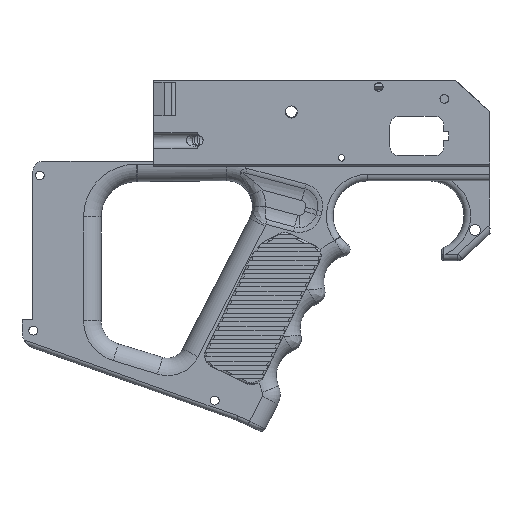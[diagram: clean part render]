
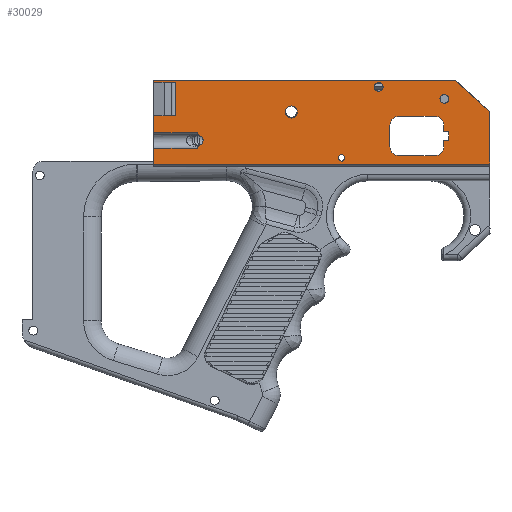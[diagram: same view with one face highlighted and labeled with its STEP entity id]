
A CAD part, left-side view. The second image highlights one B-rep face of the part: STEP entity #30029.
In plain terms, the highlighted planar face has unit normal (-1, 0, 0).
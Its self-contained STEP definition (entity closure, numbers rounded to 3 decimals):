
#1200=CARTESIAN_POINT('',(-19.6,554.756,-50.248));
#1201=VERTEX_POINT('',#1200);
#1208=CARTESIAN_POINT('',(-19.6,554.74,-45.76));
#1209=VERTEX_POINT('',#1208);
#1210=CARTESIAN_POINT('',(-19.6,555.85,-48.));
#1211=DIRECTION('',(-1.,0.,0.));
#1212=DIRECTION('',(0.,0.,1.));
#1213=AXIS2_PLACEMENT_3D('',#1210,#1211,#1212);
#1214=CIRCLE('',#1213,2.5);
#1215=EDGE_CURVE('',#1201,#1209,#1214,.T.);
#1451=CARTESIAN_POINT('',(-19.6,422.113,-34.796));
#1452=VERTEX_POINT('',#1451);
#1459=CARTESIAN_POINT('',(-19.6,422.113,-58.784));
#1460=VERTEX_POINT('',#1459);
#1461=CARTESIAN_POINT('',(-19.6,422.113,-34.796));
#1462=DIRECTION('',(-0.,-0.,-1.));
#1463=VECTOR('',#1462,23.988);
#1464=LINE('',#1461,#1463);
#1465=EDGE_CURVE('',#1452,#1460,#1464,.T.);
#1747=CARTESIAN_POINT('',(-19.6,463.9,-55.));
#1748=VERTEX_POINT('',#1747);
#1755=CARTESIAN_POINT('',(-19.6,447.2,-55.));
#1756=VERTEX_POINT('',#1755);
#1757=CARTESIAN_POINT('',(-19.6,463.9,-55.));
#1758=DIRECTION('',(-0.,-1.,-0.));
#1759=VECTOR('',#1758,16.7);
#1760=LINE('',#1757,#1759);
#1761=EDGE_CURVE('',#1748,#1756,#1760,.T.);
#2198=CARTESIAN_POINT('',(-19.6,575.915,-58.784));
#2199=VERTEX_POINT('',#2198);
#2206=CARTESIAN_POINT('',(-19.6,575.915,-51.47));
#2207=VERTEX_POINT('',#2206);
#2208=CARTESIAN_POINT('',(-19.6,575.915,-58.784));
#2209=DIRECTION('',(0.,0.,1.));
#2210=VECTOR('',#2209,7.313);
#2211=LINE('',#2208,#2210);
#2212=EDGE_CURVE('',#2199,#2207,#2211,.T.);
#2231=CARTESIAN_POINT('',(-19.6,575.915,-44.47));
#2232=VERTEX_POINT('',#2231);
#2239=CARTESIAN_POINT('',(-19.6,575.915,-20.698));
#2240=VERTEX_POINT('',#2239);
#2241=CARTESIAN_POINT('',(-19.6,575.915,-20.698));
#2242=DIRECTION('',(0.,0.,-1.));
#2243=VECTOR('',#2242,23.772);
#2244=LINE('',#2241,#2243);
#2245=EDGE_CURVE('',#2240,#2232,#2244,.T.);
#2834=CARTESIAN_POINT('',(-19.6,443.2,-51.));
#2835=VERTEX_POINT('',#2834);
#2842=CARTESIAN_POINT('',(-19.6,443.2,-48.));
#2843=VERTEX_POINT('',#2842);
#2844=CARTESIAN_POINT('',(-19.6,443.2,-48.));
#2845=DIRECTION('',(0.,0.,-1.));
#2846=VECTOR('',#2845,3.);
#2847=LINE('',#2844,#2846);
#2848=EDGE_CURVE('',#2843,#2835,#2847,.T.);
#4185=CARTESIAN_POINT('',(-19.6,437.809,-20.698));
#4186=VERTEX_POINT('',#4185);
#4187=CARTESIAN_POINT('',(-19.6,575.915,-20.698));
#4188=DIRECTION('',(-0.,-1.,-0.));
#4189=VECTOR('',#4188,138.107);
#4190=LINE('',#4187,#4189);
#4191=EDGE_CURVE('',#2240,#4186,#4190,.T.);
#4295=CARTESIAN_POINT('',(-19.6,437.809,-20.698));
#4296=DIRECTION('',(-0.,-0.744,-0.668));
#4297=VECTOR('',#4296,21.098);
#4298=LINE('',#4295,#4297);
#4299=EDGE_CURVE('',#4186,#1452,#4298,.T.);
#18361=CARTESIAN_POINT('',(-19.6,443.2,-44.));
#18362=VERTEX_POINT('',#18361);
#18371=CARTESIAN_POINT('',(-19.6,443.2,-41.));
#18372=VERTEX_POINT('',#18371);
#18373=CARTESIAN_POINT('',(-19.6,443.2,-41.));
#18374=DIRECTION('',(0.,0.,-1.));
#18375=VECTOR('',#18374,3.);
#18376=LINE('',#18373,#18375);
#18377=EDGE_CURVE('',#18372,#18362,#18376,.T.);
#18437=CARTESIAN_POINT('',(-19.6,467.9,-41.));
#18438=VERTEX_POINT('',#18437);
#18445=CARTESIAN_POINT('',(-19.6,467.9,-51.));
#18446=VERTEX_POINT('',#18445);
#18447=CARTESIAN_POINT('',(-19.6,467.9,-41.));
#18448=DIRECTION('',(-0.,-0.,-1.));
#18449=VECTOR('',#18448,10.);
#18450=LINE('',#18447,#18449);
#18451=EDGE_CURVE('',#18438,#18446,#18450,.T.);
#18477=CARTESIAN_POINT('',(-19.6,447.2,-37.));
#18478=VERTEX_POINT('',#18477);
#18485=CARTESIAN_POINT('',(-19.6,463.9,-37.));
#18486=VERTEX_POINT('',#18485);
#18487=CARTESIAN_POINT('',(-19.6,447.2,-37.));
#18488=DIRECTION('',(0.,1.,0.));
#18489=VECTOR('',#18488,16.7);
#18490=LINE('',#18487,#18489);
#18491=EDGE_CURVE('',#18478,#18486,#18490,.T.);
#19027=CARTESIAN_POINT('',(-19.6,440.9,-48.));
#19028=VERTEX_POINT('',#19027);
#19035=CARTESIAN_POINT('',(-19.6,440.9,-44.));
#19036=VERTEX_POINT('',#19035);
#19037=CARTESIAN_POINT('',(-19.6,440.9,-44.));
#19038=DIRECTION('',(0.,0.,-1.));
#19039=VECTOR('',#19038,4.);
#19040=LINE('',#19037,#19039);
#19041=EDGE_CURVE('',#19036,#19028,#19040,.T.);
#19059=CARTESIAN_POINT('',(-19.6,443.2,-44.));
#19060=DIRECTION('',(-0.,-1.,-0.));
#19061=VECTOR('',#19060,2.3);
#19062=LINE('',#19059,#19061);
#19063=EDGE_CURVE('',#18362,#19036,#19062,.T.);
#19076=CARTESIAN_POINT('',(-19.6,440.9,-48.));
#19077=DIRECTION('',(0.,1.,0.));
#19078=VECTOR('',#19077,2.3);
#19079=LINE('',#19076,#19078);
#19080=EDGE_CURVE('',#19028,#2843,#19079,.T.);
#19176=CARTESIAN_POINT('',(-19.6,447.2,-51.));
#19177=DIRECTION('',(1.,0.,0.));
#19178=DIRECTION('',(0.,0.,-1.));
#19179=AXIS2_PLACEMENT_3D('',#19176,#19177,#19178);
#19180=CIRCLE('',#19179,4.);
#19181=EDGE_CURVE('',#2835,#1756,#19180,.T.);
#19194=CARTESIAN_POINT('',(-19.6,447.2,-41.));
#19195=DIRECTION('',(1.,0.,0.));
#19196=DIRECTION('',(0.,0.,-1.));
#19197=AXIS2_PLACEMENT_3D('',#19194,#19195,#19196);
#19198=CIRCLE('',#19197,4.);
#19199=EDGE_CURVE('',#18478,#18372,#19198,.T.);
#19230=CARTESIAN_POINT('',(-19.6,463.9,-41.));
#19231=DIRECTION('',(1.,-0.,-0.));
#19232=DIRECTION('',(0.,0.,1.));
#19233=AXIS2_PLACEMENT_3D('',#19230,#19231,#19232);
#19234=CIRCLE('',#19233,4.);
#19235=EDGE_CURVE('',#18438,#18486,#19234,.T.);
#19254=CARTESIAN_POINT('',(-19.6,463.9,-51.));
#19255=DIRECTION('',(1.,-0.,-0.));
#19256=DIRECTION('',(0.,0.,1.));
#19257=AXIS2_PLACEMENT_3D('',#19254,#19255,#19256);
#19258=CIRCLE('',#19257,4.);
#19259=EDGE_CURVE('',#1748,#18446,#19258,.T.);
#23585=CARTESIAN_POINT('',(-19.6,490.,-57.45));
#23586=VERTEX_POINT('',#23585);
#23601=CARTESIAN_POINT('',(-19.6,490.,-56.));
#23602=DIRECTION('',(-1.,-0.,-0.));
#23603=DIRECTION('',(0.,0.,-1.));
#23604=AXIS2_PLACEMENT_3D('',#23601,#23602,#23603);
#23605=CIRCLE('',#23604,1.45);
#23606=EDGE_CURVE('',#23586,#23586,#23605,.T.);
#29813=CARTESIAN_POINT('',(-19.6,555.915,-51.47));
#29814=VERTEX_POINT('',#29813);
#29815=CARTESIAN_POINT('',(-19.6,555.915,-51.47));
#29816=DIRECTION('',(0.,1.,0.));
#29817=VECTOR('',#29816,20.);
#29818=LINE('',#29815,#29817);
#29819=EDGE_CURVE('',#29814,#2207,#29818,.T.);
#29868=CARTESIAN_POINT('',(-19.6,555.915,-44.47));
#29869=VERTEX_POINT('',#29868);
#29876=CARTESIAN_POINT('',(-19.6,555.915,-44.47));
#29877=DIRECTION('',(0.,1.,0.));
#29878=VECTOR('',#29877,20.);
#29879=LINE('',#29876,#29878);
#29880=EDGE_CURVE('',#29869,#2232,#29879,.T.);
#29893=CARTESIAN_POINT('',(-19.6,553.675,-43.609));
#29894=DIRECTION('',(-1.,-0.,-0.));
#29895=DIRECTION('',(0.,0.,-1.));
#29896=AXIS2_PLACEMENT_3D('',#29893,#29894,#29895);
#29897=CIRCLE('',#29896,2.4);
#29898=EDGE_CURVE('',#29869,#1209,#29897,.T.);
#29911=CARTESIAN_POINT('',(-19.6,553.705,-52.406));
#29912=DIRECTION('',(-1.,-0.,-0.));
#29913=DIRECTION('',(0.,0.,-1.));
#29914=AXIS2_PLACEMENT_3D('',#29911,#29912,#29913);
#29915=CIRCLE('',#29914,2.4);
#29916=EDGE_CURVE('',#1201,#29814,#29915,.T.);
#29922=CARTESIAN_POINT('',(-19.6,0.,0.));
#29923=DIRECTION('',(-1.,0.,0.));
#29924=DIRECTION('',(0.,1.,0.));
#29925=AXIS2_PLACEMENT_3D('',#29922,#29923,#29924);
#29926=PLANE('',#29925);
#29927=CARTESIAN_POINT('',(-19.6,513.,-32.22));
#29928=VERTEX_POINT('',#29927);
#29929=CARTESIAN_POINT('',(-19.6,513.,-35.));
#29930=DIRECTION('',(-1.,0.,0.));
#29931=DIRECTION('',(0.,0.,1.));
#29932=AXIS2_PLACEMENT_3D('',#29929,#29930,#29931);
#29933=CIRCLE('',#29932,2.78);
#29934=EDGE_CURVE('',#29928,#29928,#29933,.T.);
#29935=ORIENTED_EDGE('',*,*,#29934,.F.);
#29936=EDGE_LOOP('',(#29935));
#29937=FACE_BOUND('',#29936,.T.);
#29938=CARTESIAN_POINT('',(-19.6,565.735,-21.3));
#29939=VERTEX_POINT('',#29938);
#29940=CARTESIAN_POINT('',(-19.6,572.735,-21.3));
#29941=VERTEX_POINT('',#29940);
#29942=CARTESIAN_POINT('',(-19.6,565.735,-21.3));
#29943=DIRECTION('',(-0.,1.,-0.));
#29944=VECTOR('',#29943,7.);
#29945=LINE('',#29942,#29944);
#29946=EDGE_CURVE('',#29939,#29941,#29945,.T.);
#29947=ORIENTED_EDGE('',*,*,#29946,.F.);
#29948=CARTESIAN_POINT('',(-19.6,565.735,-36.7));
#29949=VERTEX_POINT('',#29948);
#29950=CARTESIAN_POINT('',(-19.6,565.735,-21.3));
#29951=DIRECTION('',(0.,0.,-1.));
#29952=VECTOR('',#29951,15.4);
#29953=LINE('',#29950,#29952);
#29954=EDGE_CURVE('',#29939,#29949,#29953,.T.);
#29955=ORIENTED_EDGE('',*,*,#29954,.T.);
#29956=CARTESIAN_POINT('',(-19.6,572.735,-36.7));
#29957=VERTEX_POINT('',#29956);
#29958=CARTESIAN_POINT('',(-19.6,572.735,-36.7));
#29959=DIRECTION('',(-0.,-1.,-0.));
#29960=VECTOR('',#29959,7.);
#29961=LINE('',#29958,#29960);
#29962=EDGE_CURVE('',#29957,#29949,#29961,.T.);
#29963=ORIENTED_EDGE('',*,*,#29962,.F.);
#29964=CARTESIAN_POINT('',(-19.6,572.735,-36.7));
#29965=DIRECTION('',(-0.,-0.,1.));
#29966=VECTOR('',#29965,15.4);
#29967=LINE('',#29964,#29966);
#29968=EDGE_CURVE('',#29957,#29941,#29967,.T.);
#29969=ORIENTED_EDGE('',*,*,#29968,.T.);
#29970=EDGE_LOOP('',(#29947,#29955,#29963,#29969));
#29971=FACE_BOUND('',#29970,.T.);
#29972=CARTESIAN_POINT('',(-19.6,473.,-21.5));
#29973=VERTEX_POINT('',#29972);
#29974=CARTESIAN_POINT('',(-19.6,473.,-23.5));
#29975=DIRECTION('',(-1.,0.,0.));
#29976=DIRECTION('',(0.,0.,1.));
#29977=AXIS2_PLACEMENT_3D('',#29974,#29975,#29976);
#29978=CIRCLE('',#29977,2.);
#29979=EDGE_CURVE('',#29973,#29973,#29978,.T.);
#29980=ORIENTED_EDGE('',*,*,#29979,.F.);
#29981=EDGE_LOOP('',(#29980));
#29982=FACE_BOUND('',#29981,.T.);
#29983=CARTESIAN_POINT('',(-19.6,443.,-27.));
#29984=VERTEX_POINT('',#29983);
#29985=CARTESIAN_POINT('',(-19.6,443.,-29.));
#29986=DIRECTION('',(-1.,0.,0.));
#29987=DIRECTION('',(0.,0.,1.));
#29988=AXIS2_PLACEMENT_3D('',#29985,#29986,#29987);
#29989=CIRCLE('',#29988,2.);
#29990=EDGE_CURVE('',#29984,#29984,#29989,.T.);
#29991=ORIENTED_EDGE('',*,*,#29990,.F.);
#29992=EDGE_LOOP('',(#29991));
#29993=FACE_BOUND('',#29992,.T.);
#29994=ORIENTED_EDGE('',*,*,#2212,.F.);
#29995=CARTESIAN_POINT('',(-19.6,575.915,-58.784));
#29996=DIRECTION('',(-0.,-1.,-0.));
#29997=VECTOR('',#29996,153.803);
#29998=LINE('',#29995,#29997);
#29999=EDGE_CURVE('',#2199,#1460,#29998,.T.);
#30000=ORIENTED_EDGE('',*,*,#29999,.T.);
#30001=ORIENTED_EDGE('',*,*,#1465,.F.);
#30002=ORIENTED_EDGE('',*,*,#4299,.F.);
#30003=ORIENTED_EDGE('',*,*,#4191,.F.);
#30004=ORIENTED_EDGE('',*,*,#2245,.T.);
#30005=ORIENTED_EDGE('',*,*,#29880,.F.);
#30006=ORIENTED_EDGE('',*,*,#29898,.T.);
#30007=ORIENTED_EDGE('',*,*,#1215,.F.);
#30008=ORIENTED_EDGE('',*,*,#29916,.T.);
#30009=ORIENTED_EDGE('',*,*,#29819,.T.);
#30010=EDGE_LOOP('',(#29994,#30000,#30001,#30002,#30003,#30004,#30005,#30006,#30007,#30008,#30009));
#30011=FACE_BOUND('',#30010,.T.);
#30012=ORIENTED_EDGE('',*,*,#23606,.F.);
#30013=EDGE_LOOP('',(#30012));
#30014=FACE_BOUND('',#30013,.T.);
#30015=ORIENTED_EDGE('',*,*,#18451,.F.);
#30016=ORIENTED_EDGE('',*,*,#19235,.T.);
#30017=ORIENTED_EDGE('',*,*,#18491,.F.);
#30018=ORIENTED_EDGE('',*,*,#19199,.T.);
#30019=ORIENTED_EDGE('',*,*,#18377,.T.);
#30020=ORIENTED_EDGE('',*,*,#19063,.T.);
#30021=ORIENTED_EDGE('',*,*,#19041,.T.);
#30022=ORIENTED_EDGE('',*,*,#19080,.T.);
#30023=ORIENTED_EDGE('',*,*,#2848,.T.);
#30024=ORIENTED_EDGE('',*,*,#19181,.T.);
#30025=ORIENTED_EDGE('',*,*,#1761,.F.);
#30026=ORIENTED_EDGE('',*,*,#19259,.T.);
#30027=EDGE_LOOP('',(#30015,#30016,#30017,#30018,#30019,#30020,#30021,#30022,#30023,#30024,#30025,#30026));
#30028=FACE_BOUND('',#30027,.T.);
#30029=ADVANCED_FACE('',(#29937,#29971,#29982,#29993,#30011,#30014,#30028),#29926,.T.);
